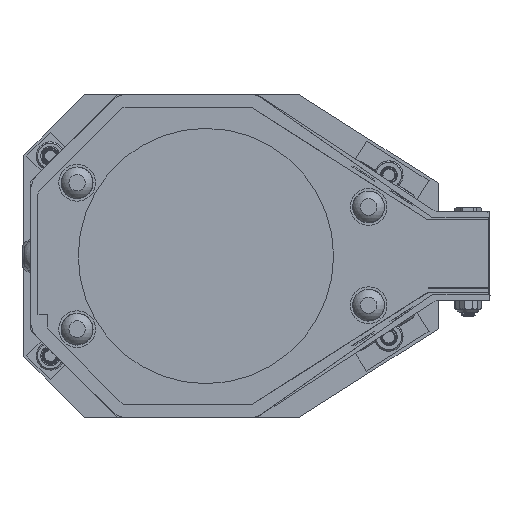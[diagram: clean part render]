
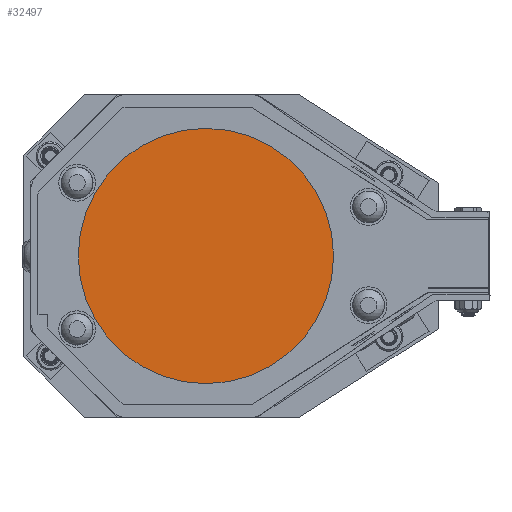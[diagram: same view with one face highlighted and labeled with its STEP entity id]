
A CAD part, left-side view. The second image highlights one B-rep face of the part: STEP entity #32497.
In plain terms, the highlighted planar face has unit normal (-1, 0, 0).
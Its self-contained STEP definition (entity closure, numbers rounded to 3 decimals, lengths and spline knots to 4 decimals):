
#5819=PLANE('',#35997);
#8540=FACE_OUTER_BOUND('',#11315,.T.);
#11315=EDGE_LOOP('',(#28533));
#12876=CIRCLE('',#35948,1.5);
#15695=VERTEX_POINT('',#122619);
#20007=EDGE_CURVE('',#15695,#15695,#12876,.T.);
#28533=ORIENTED_EDGE('',*,*,#20007,.T.);
#32497=ADVANCED_FACE('',(#8540),#5819,.T.);
#35948=AXIS2_PLACEMENT_3D('',#122620,#43967,#43968);
#35997=AXIS2_PLACEMENT_3D('',#122693,#44065,#44066);
#43967=DIRECTION('center_axis',(-1.,0.,0.));
#43968=DIRECTION('ref_axis',(0.,0.,
-1.));
#44065=DIRECTION('center_axis',(-1.,0.,0.));
#44066=DIRECTION('ref_axis',(0.,0.,1.));
#122619=CARTESIAN_POINT('',(-113.9682,0.0013,1.4997));
#122620=CARTESIAN_POINT('Origin',(-113.9682,0.0017,
-0.0003));
#122693=CARTESIAN_POINT('Origin',(-113.9682,0.0017,
-0.0003));
